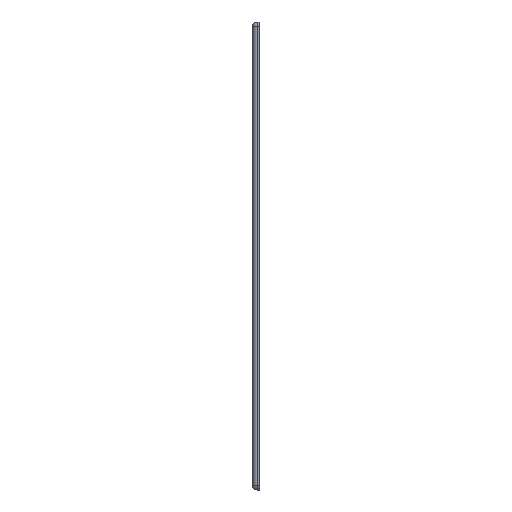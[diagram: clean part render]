
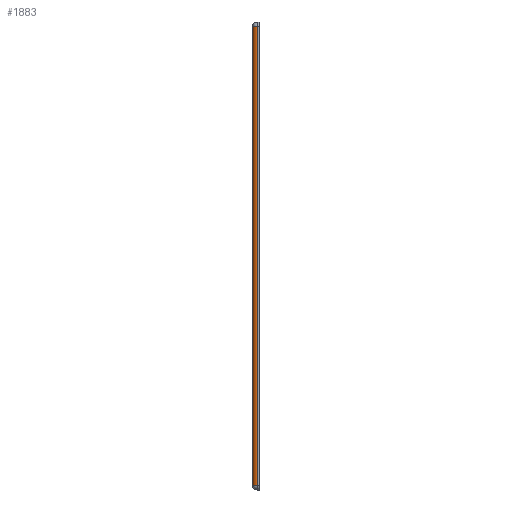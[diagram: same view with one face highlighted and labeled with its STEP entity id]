
A CAD part, left-side view. The second image highlights one B-rep face of the part: STEP entity #1883.
In plain terms, the highlighted cylindrical face has radius 1 mm (diameter 2 mm), a partial arc.
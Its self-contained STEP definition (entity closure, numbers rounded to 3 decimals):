
#105=LINE('',#2831,#287);
#106=LINE('',#2832,#288);
#287=VECTOR('',#2255,10.);
#288=VECTOR('',#2256,10.);
#463=CYLINDRICAL_SURFACE('',#2013,1.);
#517=FACE_OUTER_BOUND('',#617,.T.);
#617=EDGE_LOOP('',(#1341,#1342,#1343,#1344));
#749=CIRCLE('',#2003,1.);
#751=CIRCLE('',#2007,1.);
#850=VERTEX_POINT('',#2803);
#851=VERTEX_POINT('',#2805);
#854=VERTEX_POINT('',#2815);
#855=VERTEX_POINT('',#2816);
#1039=EDGE_CURVE('',#850,#851,#749,.F.);
#1043=EDGE_CURVE('',#854,#855,#751,.F.);
#1051=EDGE_CURVE('',#855,#850,#105,.T.);
#1052=EDGE_CURVE('',#851,#854,#106,.T.);
#1341=ORIENTED_EDGE('',*,*,#1043,.T.);
#1342=ORIENTED_EDGE('',*,*,#1051,.T.);
#1343=ORIENTED_EDGE('',*,*,#1039,.T.);
#1344=ORIENTED_EDGE('',*,*,#1052,.T.);
#1883=ADVANCED_FACE('',(#517),#463,.T.);
#2003=AXIS2_PLACEMENT_3D('',#2807,#2227,#2228);
#2007=AXIS2_PLACEMENT_3D('',#2817,#2237,#2238);
#2013=AXIS2_PLACEMENT_3D('',#2830,#2253,#2254);
#2227=DIRECTION('center_axis',(0.,0.,-1.));
#2228=DIRECTION('ref_axis',(0.,1.,0.));
#2237=DIRECTION('center_axis',(0.,0.,1.));
#2238=DIRECTION('ref_axis',(-1.,0.,0.));
#2253=DIRECTION('center_axis',(0.,0.,1.));
#2254=DIRECTION('ref_axis',(-0.707,0.707,0.));
#2255=DIRECTION('',(0.,0.,-1.));
#2256=DIRECTION('',(0.,0.,1.));
#2803=CARTESIAN_POINT('',(1.,1.5,1.));
#2805=CARTESIAN_POINT('',(0.,0.5,1.));
#2807=CARTESIAN_POINT('Origin',(1.,0.5,1.));
#2815=CARTESIAN_POINT('',(0.,0.5,103.7));
#2816=CARTESIAN_POINT('',(1.,1.5,103.7));
#2817=CARTESIAN_POINT('Origin',(1.,0.5,103.7));
#2830=CARTESIAN_POINT('Origin',(1.,0.5,26.175));
#2831=CARTESIAN_POINT('',(1.,1.5,26.175));
#2832=CARTESIAN_POINT('',(0.,0.5,26.175));
